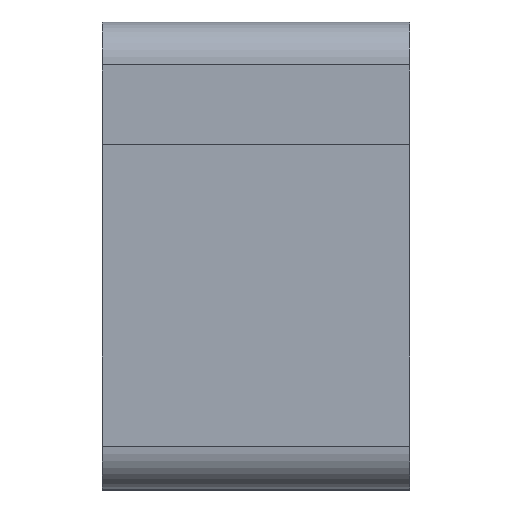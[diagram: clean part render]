
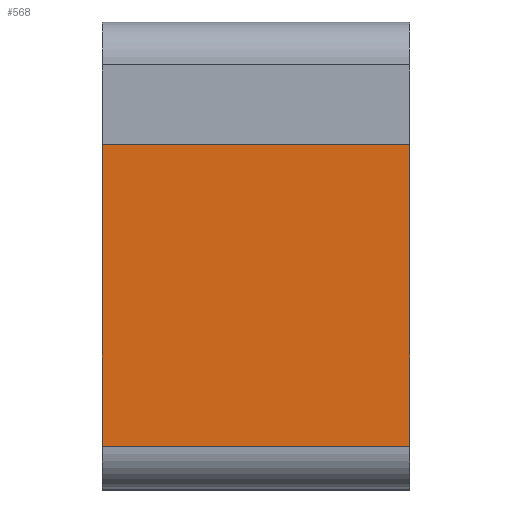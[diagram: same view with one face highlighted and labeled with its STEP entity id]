
A CAD part, top view. The second image highlights one B-rep face of the part: STEP entity #568.
In plain terms, the highlighted planar face has unit normal (0, 0, 1).
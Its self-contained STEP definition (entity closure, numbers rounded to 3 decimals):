
#29 = CARTESIAN_POINT ( 'NONE',  ( 12.5, -15.5, 0. ) ) ;
#49 = PLANE ( 'NONE',  #680 ) ;
#57 = CARTESIAN_POINT ( 'NONE',  ( -12.5, -19., 0. ) ) ;
#102 = EDGE_CURVE ( 'NONE', #139, #640, #876, .T. ) ;
#109 = ORIENTED_EDGE ( 'NONE', *, *, #141, .T. ) ;
#139 = VERTEX_POINT ( 'NONE', #200 ) ;
#141 = EDGE_CURVE ( 'NONE', #602, #912, #801, .T. ) ;
#148 = ORIENTED_EDGE ( 'NONE', *, *, #102, .F. ) ;
#178 = DIRECTION ( 'NONE',  ( 1., 0., 0. ) ) ;
#200 = CARTESIAN_POINT ( 'NONE',  ( -12.5, 15.5, 0. ) ) ;
#209 = DIRECTION ( 'NONE',  ( 0., 1., 0. ) ) ;
#217 = VECTOR ( 'NONE', #574, 1000. ) ;
#326 = EDGE_CURVE ( 'NONE', #139, #602, #987, .T. ) ;
#344 = EDGE_LOOP ( 'NONE', ( #725, #109, #411, #148 ) ) ;
#348 = CARTESIAN_POINT ( 'NONE',  ( -12.5, 15.5, 0. ) ) ;
#358 = CARTESIAN_POINT ( 'NONE',  ( 0., 0., 0. ) ) ;
#411 = ORIENTED_EDGE ( 'NONE', *, *, #626, .T. ) ;
#423 = FACE_OUTER_BOUND ( 'NONE', #344, .T. ) ;
#427 = CARTESIAN_POINT ( 'NONE',  ( 12.5, 15.5, 0. ) ) ;
#439 = DIRECTION ( 'NONE',  ( 0., 0., 1. ) ) ;
#445 = VECTOR ( 'NONE', #601, 1000. ) ;
#479 = VECTOR ( 'NONE', #209, 1000. ) ;
#502 = DIRECTION ( 'NONE',  ( 1., 0., 0. ) ) ;
#568 = ADVANCED_FACE ( 'NONE', ( #423 ), #49, .T. ) ;
#574 = DIRECTION ( 'NONE',  ( 1., 0., 0. ) ) ;
#579 = CARTESIAN_POINT ( 'NONE',  ( -12.5, -15.5, 0. ) ) ;
#601 = DIRECTION ( 'NONE',  ( 0., -1., 0. ) ) ;
#602 = VERTEX_POINT ( 'NONE', #677 ) ;
#626 = EDGE_CURVE ( 'NONE', #912, #640, #980, .T. ) ;
#640 = VERTEX_POINT ( 'NONE', #427 ) ;
#677 = CARTESIAN_POINT ( 'NONE',  ( -12.5, -15.5, 0. ) ) ;
#680 = AXIS2_PLACEMENT_3D ( 'NONE', #358, #439, #502 ) ;
#725 = ORIENTED_EDGE ( 'NONE', *, *, #326, .T. ) ;
#737 = CARTESIAN_POINT ( 'NONE',  ( 12.5, -19., 0. ) ) ;
#801 = LINE ( 'NONE', #579, #217 ) ;
#802 = VECTOR ( 'NONE', #178, 1000. ) ;
#876 = LINE ( 'NONE', #348, #802 ) ;
#912 = VERTEX_POINT ( 'NONE', #29 ) ;
#980 = LINE ( 'NONE', #737, #479 ) ;
#987 = LINE ( 'NONE', #57, #445 ) ;
